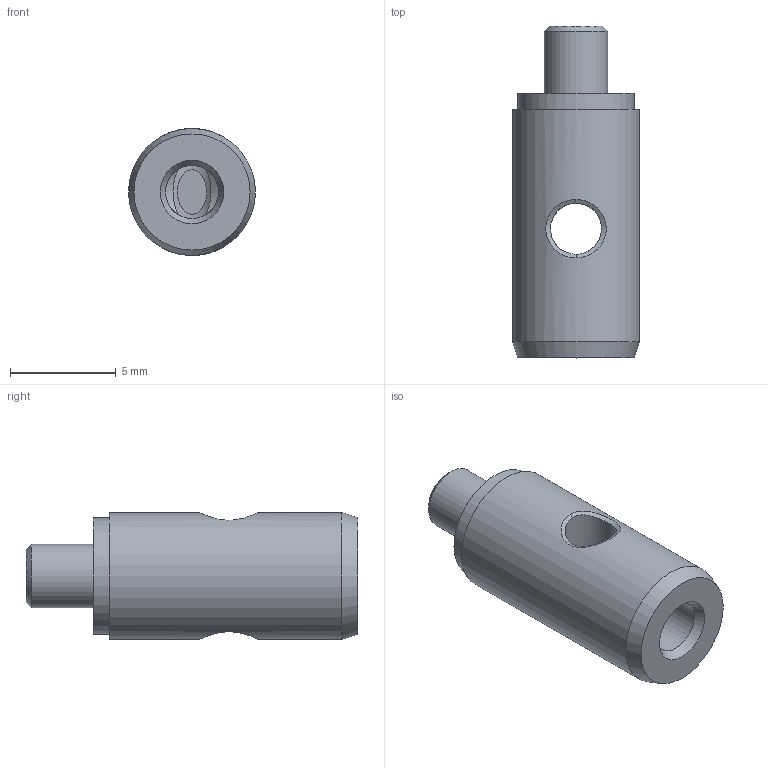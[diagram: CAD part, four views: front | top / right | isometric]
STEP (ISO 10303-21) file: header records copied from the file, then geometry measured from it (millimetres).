
FILE_DESCRIPTION(/* description */ (''),/* implementation_level */ '2;1');
FILE_NAME(/* name */ 'MS05R_M-Step.step',/* time_stamp */ '2024-06-17T21:31:45-04:00',/* author */ (''),/* organization */ (''),/* preprocessor_version */ 'ST-DEVELOPER v20',/* originating_system */ 'Autodesk Translation Framework v12.20.1.177',/* authorisation */ '');
FILE_SCHEMA (('AUTOMOTIVE_DESIGN { 1 0 10303 214 3 1 1 }'));
Length unit declared in the file: millimetre
Products named in the file (1): MS05R_M-Step
Bounding box: 5.99 x 15.67 x 5.99 mm (x, y, z)
Volume: 323.1 mm3; surface area: 474.8 mm2
Topology: 2 solids, 2 shells, 36 faces, 83 edges, 52 vertices
Faces by surface type: plane 18, cone 8, cylinder 6, bspline 4
Full cylindrical faces by diameter (mm): 2.413 x1, 2.5 x2, 3 x1, 5.486 x1, 5.994 x1
Entity records: 3180 total; most frequent: CARTESIAN_POINT 2297, ORIENTED_EDGE 166, DIRECTION 147, EDGE_CURVE 83, VERTEX_POINT 52, AXIS2_PLACEMENT_3D 50, LINE 47, VECTOR 47
